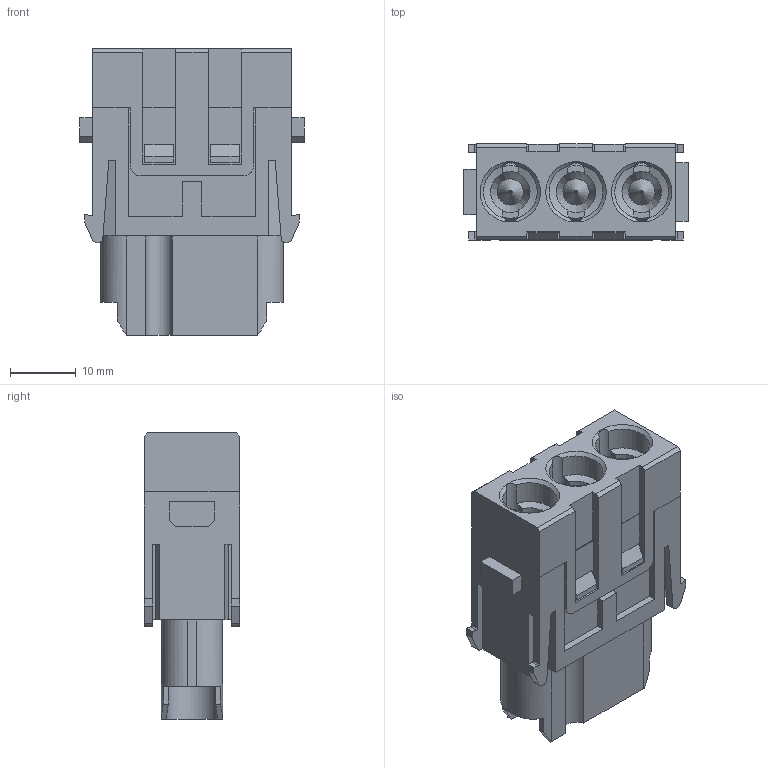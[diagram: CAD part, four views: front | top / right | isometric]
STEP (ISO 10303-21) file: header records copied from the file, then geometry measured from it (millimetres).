
FILE_DESCRIPTION(/* description */ (''),/* implementation_level */ '2;1');
FILE_NAME(/* name */ 'HMK-003.1-F.stp',/* time_stamp */ '2023-02-08T23:32:08+08:00',/* author */ (''),/* organization */ (''),/* preprocessor_version */ 'ST-DEVELOPER v16',/* originating_system */ 'SIEMENS PLM Software NX 10.0',/* authorisation */ '');
FILE_SCHEMA (('AUTOMOTIVE_DESIGN { 1 0 10303 214 3 1 1 1 }'));
Length unit declared in the file: millimetre
Products named in the file (1): Admi0A2C26ACro6q
Bounding box: 34.2 x 14.6 x 43.6 mm (x, y, z)
Volume: 249.3 mm3; surface area: 16457.4 mm2
Topology: 7 solids, 8 shells, 778 faces, 2446 edges, 1605 vertices
Faces by surface type: plane 427, cylinder 186, cone 90, bspline 57, torus 18
Full cylindrical faces by diameter (mm): 2 x4, 2.1 x4, 4 x6, 4.2 x3, 4.3 x3, 5.5 x3, 6 x3, 6.3 x3, 6.7 x3, 7.7 x1, 9 x3, 9.4 x3
Entity records: 38921 total; most frequent: CARTESIAN_POINT 19172, ORIENTED_EDGE 4588, DIRECTION 3504, EDGE_CURVE 2294, VERTEX_POINT 1541, AXIS2_PLACEMENT_3D 1301, LINE 902, VECTOR 902
